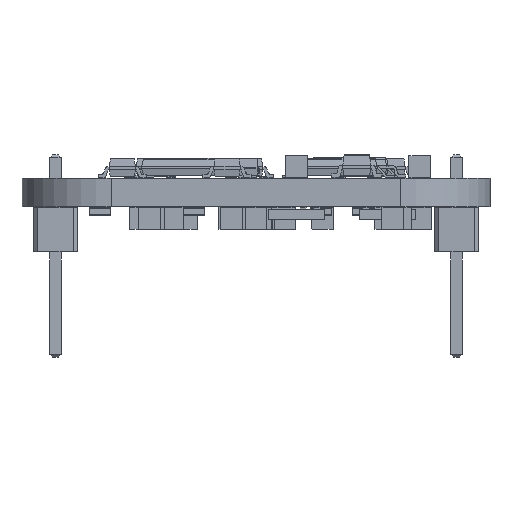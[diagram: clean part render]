
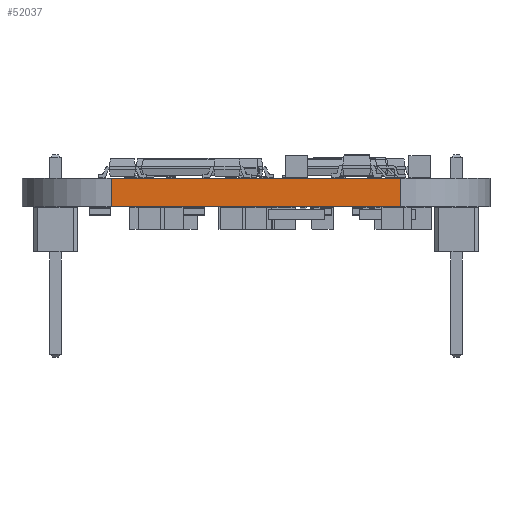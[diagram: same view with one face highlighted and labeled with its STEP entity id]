
A CAD part, front view. The second image highlights one B-rep face of the part: STEP entity #52037.
In plain terms, the highlighted planar face has unit normal (0, -1, 0).
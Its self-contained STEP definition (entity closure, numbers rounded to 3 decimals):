
#51117 = VERTEX_POINT('',#51118);
#51118 = CARTESIAN_POINT('',(19.685,-43.815,0.));
#51125 = EDGE_CURVE('',#51117,#51126,#51128,.T.);
#51126 = VERTEX_POINT('',#51127);
#51127 = CARTESIAN_POINT('',(3.175,-43.815,0.));
#51128 = LINE('',#51129,#51130);
#51129 = CARTESIAN_POINT('',(19.685,-43.815,0.));
#51130 = VECTOR('',#51131,1.);
#51131 = DIRECTION('',(-1.,0.,0.));
#51538 = VERTEX_POINT('',#51539);
#51539 = CARTESIAN_POINT('',(19.685,-43.815,1.6));
#51546 = EDGE_CURVE('',#51538,#51547,#51549,.T.);
#51547 = VERTEX_POINT('',#51548);
#51548 = CARTESIAN_POINT('',(3.175,-43.815,1.6));
#51549 = LINE('',#51550,#51551);
#51550 = CARTESIAN_POINT('',(19.685,-43.815,1.6));
#51551 = VECTOR('',#51552,1.);
#51552 = DIRECTION('',(-1.,0.,0.));
#52007 = EDGE_CURVE('',#51126,#51547,#52008,.T.);
#52008 = LINE('',#52009,#52010);
#52009 = CARTESIAN_POINT('',(3.175,-43.815,0.));
#52010 = VECTOR('',#52011,1.);
#52011 = DIRECTION('',(0.,0.,1.));
#52026 = EDGE_CURVE('',#51117,#51538,#52027,.T.);
#52027 = LINE('',#52028,#52029);
#52028 = CARTESIAN_POINT('',(19.685,-43.815,0.));
#52029 = VECTOR('',#52030,1.);
#52030 = DIRECTION('',(0.,0.,1.));
#52037 = ADVANCED_FACE('',(#52038),#52044,.T.);
#52038 = FACE_BOUND('',#52039,.T.);
#52039 = EDGE_LOOP('',(#52040,#52041,#52042,#52043));
#52040 = ORIENTED_EDGE('',*,*,#52026,.T.);
#52041 = ORIENTED_EDGE('',*,*,#51546,.T.);
#52042 = ORIENTED_EDGE('',*,*,#52007,.F.);
#52043 = ORIENTED_EDGE('',*,*,#51125,.F.);
#52044 = PLANE('',#52045);
#52045 = AXIS2_PLACEMENT_3D('',#52046,#52047,#52048);
#52046 = CARTESIAN_POINT('',(19.685,-43.815,0.));
#52047 = DIRECTION('',(0.,-1.,0.));
#52048 = DIRECTION('',(-1.,0.,0.));
